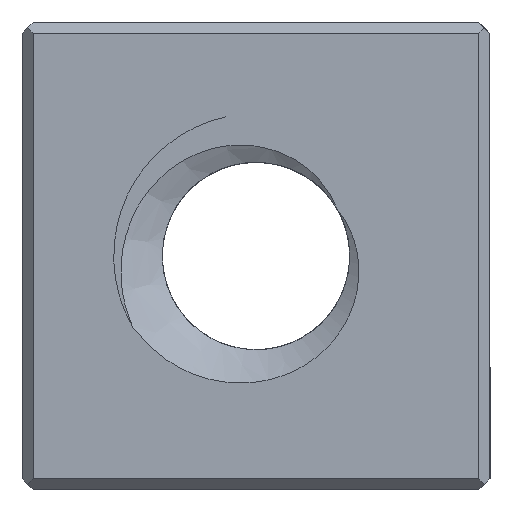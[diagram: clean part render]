
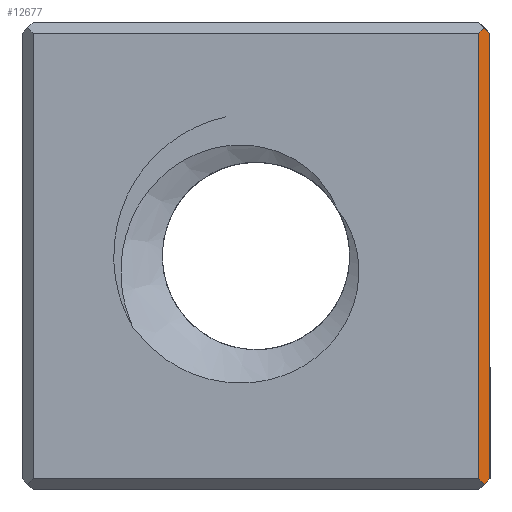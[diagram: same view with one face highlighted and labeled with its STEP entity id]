
A CAD part, left-side view. The second image highlights one B-rep face of the part: STEP entity #12677.
In plain terms, the highlighted planar face has unit normal (-0.707, -0.707, 0).
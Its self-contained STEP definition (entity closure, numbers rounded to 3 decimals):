
#12677 = ADVANCED_FACE('',(#12678),#12692,.T.);
#12678 = FACE_BOUND('',#12679,.T.);
#12679 = EDGE_LOOP('',(#12680,#12715,#12743,#12771,#12799,#12827));
#12680 = ORIENTED_EDGE('',*,*,#12681,.T.);
#12681 = EDGE_CURVE('',#12682,#12684,#12686,.T.);
#12682 = VERTEX_POINT('',#12683);
#12683 = CARTESIAN_POINT('',(0.15,0.15,0.15));
#12684 = VERTEX_POINT('',#12685);
#12685 = CARTESIAN_POINT('',(0.3,0.,0.3));
#12686 = SURFACE_CURVE('',#12687,(#12691,#12703),.PCURVE_S1.);
#12687 = LINE('',#12688,#12689);
#12688 = CARTESIAN_POINT('',(0.2,0.1,0.2));
#12689 = VECTOR('',#12690,1.);
#12690 = DIRECTION('',(0.577,-0.577,0.577));
#12691 = PCURVE('',#12692,#12697);
#12692 = PLANE('',#12693);
#12693 = AXIS2_PLACEMENT_3D('',#12694,#12695,#12696);
#12694 = CARTESIAN_POINT('',(0.3,0.,0.));
#12695 = DIRECTION('',(-0.707,-0.707,0.));
#12696 = DIRECTION('',(-0.707,0.707,0.));
#12697 = DEFINITIONAL_REPRESENTATION('',(#12698),#12702);
#12698 = LINE('',#12699,#12700);
#12699 = CARTESIAN_POINT('',(0.141,-0.2));
#12700 = VECTOR('',#12701,1.);
#12701 = DIRECTION('',(-0.816,-0.577));
#12702 = ( GEOMETRIC_REPRESENTATION_CONTEXT(2) 
PARAMETRIC_REPRESENTATION_CONTEXT() REPRESENTATION_CONTEXT('2D SPACE',''
  ) );
#12703 = PCURVE('',#12704,#12709);
#12704 = PLANE('',#12705);
#12705 = AXIS2_PLACEMENT_3D('',#12706,#12707,#12708);
#12706 = CARTESIAN_POINT('',(0.,0.,0.3)
  );
#12707 = DIRECTION('',(0.,0.707,0.707
    ));
#12708 = DIRECTION('',(0.,0.707,-0.707
    ));
#12709 = DEFINITIONAL_REPRESENTATION('',(#12710),#12714);
#12710 = LINE('',#12711,#12712);
#12711 = CARTESIAN_POINT('',(0.141,-0.2));
#12712 = VECTOR('',#12713,1.);
#12713 = DIRECTION('',(-0.816,-0.577));
#12714 = ( GEOMETRIC_REPRESENTATION_CONTEXT(2) 
PARAMETRIC_REPRESENTATION_CONTEXT() REPRESENTATION_CONTEXT('2D SPACE',''
  ) );
#12715 = ORIENTED_EDGE('',*,*,#12716,.T.);
#12716 = EDGE_CURVE('',#12684,#12717,#12719,.T.);
#12717 = VERTEX_POINT('',#12718);
#12718 = CARTESIAN_POINT('',(0.3,0.,12.2));
#12719 = SURFACE_CURVE('',#12720,(#12724,#12731),.PCURVE_S1.);
#12720 = LINE('',#12721,#12722);
#12721 = CARTESIAN_POINT('',(0.3,0.,0.));
#12722 = VECTOR('',#12723,1.);
#12723 = DIRECTION('',(0.,0.,1.));
#12724 = PCURVE('',#12692,#12725);
#12725 = DEFINITIONAL_REPRESENTATION('',(#12726),#12730);
#12726 = LINE('',#12727,#12728);
#12727 = CARTESIAN_POINT('',(0.,0.));
#12728 = VECTOR('',#12729,1.);
#12729 = DIRECTION('',(0.,-1.));
#12730 = ( GEOMETRIC_REPRESENTATION_CONTEXT(2) 
PARAMETRIC_REPRESENTATION_CONTEXT() REPRESENTATION_CONTEXT('2D SPACE',''
  ) );
#12731 = PCURVE('',#12732,#12737);
#12732 = PLANE('',#12733);
#12733 = AXIS2_PLACEMENT_3D('',#12734,#12735,#12736);
#12734 = CARTESIAN_POINT('',(0.,0.,0.));
#12735 = DIRECTION('',(0.,1.,0.));
#12736 = DIRECTION('',(1.,0.,0.));
#12737 = DEFINITIONAL_REPRESENTATION('',(#12738),#12742);
#12738 = LINE('',#12739,#12740);
#12739 = CARTESIAN_POINT('',(0.3,0.));
#12740 = VECTOR('',#12741,1.);
#12741 = DIRECTION('',(0.,-1.));
#12742 = ( GEOMETRIC_REPRESENTATION_CONTEXT(2) 
PARAMETRIC_REPRESENTATION_CONTEXT() REPRESENTATION_CONTEXT('2D SPACE',''
  ) );
#12743 = ORIENTED_EDGE('',*,*,#12744,.F.);
#12744 = EDGE_CURVE('',#12745,#12717,#12747,.T.);
#12745 = VERTEX_POINT('',#12746);
#12746 = CARTESIAN_POINT('',(0.15,0.15,12.35));
#12747 = SURFACE_CURVE('',#12748,(#12752,#12759),.PCURVE_S1.);
#12748 = LINE('',#12749,#12750);
#12749 = CARTESIAN_POINT('',(2.283,-1.983,
    10.217));
#12750 = VECTOR('',#12751,1.);
#12751 = DIRECTION('',(0.577,-0.577,-0.577));
#12752 = PCURVE('',#12692,#12753);
#12753 = DEFINITIONAL_REPRESENTATION('',(#12754),#12758);
#12754 = LINE('',#12755,#12756);
#12755 = CARTESIAN_POINT('',(-2.805,-10.217));
#12756 = VECTOR('',#12757,1.);
#12757 = DIRECTION('',(-0.816,0.577));
#12758 = ( GEOMETRIC_REPRESENTATION_CONTEXT(2) 
PARAMETRIC_REPRESENTATION_CONTEXT() REPRESENTATION_CONTEXT('2D SPACE',''
  ) );
#12759 = PCURVE('',#12760,#12765);
#12760 = PLANE('',#12761);
#12761 = AXIS2_PLACEMENT_3D('',#12762,#12763,#12764);
#12762 = CARTESIAN_POINT('',(0.,0.,12.2
    ));
#12763 = DIRECTION('',(0.,-0.707,
    0.707));
#12764 = DIRECTION('',(0.,0.707,0.707)
  );
#12765 = DEFINITIONAL_REPRESENTATION('',(#12766),#12770);
#12766 = LINE('',#12767,#12768);
#12767 = CARTESIAN_POINT('',(-2.805,-2.283));
#12768 = VECTOR('',#12769,1.);
#12769 = DIRECTION('',(-0.816,-0.577));
#12770 = ( GEOMETRIC_REPRESENTATION_CONTEXT(2) 
PARAMETRIC_REPRESENTATION_CONTEXT() REPRESENTATION_CONTEXT('2D SPACE',''
  ) );
#12771 = ORIENTED_EDGE('',*,*,#12772,.F.);
#12772 = EDGE_CURVE('',#12773,#12745,#12775,.T.);
#12773 = VERTEX_POINT('',#12774);
#12774 = CARTESIAN_POINT('',(0.,0.3,12.2));
#12775 = SURFACE_CURVE('',#12776,(#12780,#12787),.PCURVE_S1.);
#12776 = LINE('',#12777,#12778);
#12777 = CARTESIAN_POINT('',(-1.783,2.083,
    10.417));
#12778 = VECTOR('',#12779,1.);
#12779 = DIRECTION('',(0.577,-0.577,0.577));
#12780 = PCURVE('',#12692,#12781);
#12781 = DEFINITIONAL_REPRESENTATION('',(#12782),#12786);
#12782 = LINE('',#12783,#12784);
#12783 = CARTESIAN_POINT('',(2.946,-10.417));
#12784 = VECTOR('',#12785,1.);
#12785 = DIRECTION('',(-0.816,-0.577));
#12786 = ( GEOMETRIC_REPRESENTATION_CONTEXT(2) 
PARAMETRIC_REPRESENTATION_CONTEXT() REPRESENTATION_CONTEXT('2D SPACE',''
  ) );
#12787 = PCURVE('',#12788,#12793);
#12788 = PLANE('',#12789);
#12789 = AXIS2_PLACEMENT_3D('',#12790,#12791,#12792);
#12790 = CARTESIAN_POINT('',(0.3,0.,12.5));
#12791 = DIRECTION('',(-0.707,0.,
    0.707));
#12792 = DIRECTION('',(-0.707,0.,
    -0.707));
#12793 = DEFINITIONAL_REPRESENTATION('',(#12794),#12798);
#12794 = LINE('',#12795,#12796);
#12795 = CARTESIAN_POINT('',(2.946,-2.083));
#12796 = VECTOR('',#12797,1.);
#12797 = DIRECTION('',(-0.816,0.577));
#12798 = ( GEOMETRIC_REPRESENTATION_CONTEXT(2) 
PARAMETRIC_REPRESENTATION_CONTEXT() REPRESENTATION_CONTEXT('2D SPACE',''
  ) );
#12799 = ORIENTED_EDGE('',*,*,#12800,.F.);
#12800 = EDGE_CURVE('',#12801,#12773,#12803,.T.);
#12801 = VERTEX_POINT('',#12802);
#12802 = CARTESIAN_POINT('',(0.,0.3,0.3));
#12803 = SURFACE_CURVE('',#12804,(#12808,#12815),.PCURVE_S1.);
#12804 = LINE('',#12805,#12806);
#12805 = CARTESIAN_POINT('',(0.,0.3,0.));
#12806 = VECTOR('',#12807,1.);
#12807 = DIRECTION('',(0.,0.,1.));
#12808 = PCURVE('',#12692,#12809);
#12809 = DEFINITIONAL_REPRESENTATION('',(#12810),#12814);
#12810 = LINE('',#12811,#12812);
#12811 = CARTESIAN_POINT('',(0.424,0.));
#12812 = VECTOR('',#12813,1.);
#12813 = DIRECTION('',(0.,-1.));
#12814 = ( GEOMETRIC_REPRESENTATION_CONTEXT(2) 
PARAMETRIC_REPRESENTATION_CONTEXT() REPRESENTATION_CONTEXT('2D SPACE',''
  ) );
#12815 = PCURVE('',#12816,#12821);
#12816 = PLANE('',#12817);
#12817 = AXIS2_PLACEMENT_3D('',#12818,#12819,#12820);
#12818 = CARTESIAN_POINT('',(0.,12.5,0.));
#12819 = DIRECTION('',(1.,0.,0.));
#12820 = DIRECTION('',(0.,-1.,0.));
#12821 = DEFINITIONAL_REPRESENTATION('',(#12822),#12826);
#12822 = LINE('',#12823,#12824);
#12823 = CARTESIAN_POINT('',(12.2,0.));
#12824 = VECTOR('',#12825,1.);
#12825 = DIRECTION('',(0.,-1.));
#12826 = ( GEOMETRIC_REPRESENTATION_CONTEXT(2) 
PARAMETRIC_REPRESENTATION_CONTEXT() REPRESENTATION_CONTEXT('2D SPACE',''
  ) );
#12827 = ORIENTED_EDGE('',*,*,#12828,.F.);
#12828 = EDGE_CURVE('',#12682,#12801,#12829,.T.);
#12829 = SURFACE_CURVE('',#12830,(#12834,#12841),.PCURVE_S1.);
#12830 = LINE('',#12831,#12832);
#12831 = CARTESIAN_POINT('',(0.2,0.1,0.1));
#12832 = VECTOR('',#12833,1.);
#12833 = DIRECTION('',(-0.577,0.577,0.577));
#12834 = PCURVE('',#12692,#12835);
#12835 = DEFINITIONAL_REPRESENTATION('',(#12836),#12840);
#12836 = LINE('',#12837,#12838);
#12837 = CARTESIAN_POINT('',(0.141,-0.1));
#12838 = VECTOR('',#12839,1.);
#12839 = DIRECTION('',(0.816,-0.577));
#12840 = ( GEOMETRIC_REPRESENTATION_CONTEXT(2) 
PARAMETRIC_REPRESENTATION_CONTEXT() REPRESENTATION_CONTEXT('2D SPACE',''
  ) );
#12841 = PCURVE('',#12842,#12847);
#12842 = PLANE('',#12843);
#12843 = AXIS2_PLACEMENT_3D('',#12844,#12845,#12846);
#12844 = CARTESIAN_POINT('',(0.,0.,0.3));
#12845 = DIRECTION('',(-0.707,0.,
    -0.707));
#12846 = DIRECTION('',(0.707,0.,-0.707
    ));
#12847 = DEFINITIONAL_REPRESENTATION('',(#12848),#12852);
#12848 = LINE('',#12849,#12850);
#12849 = CARTESIAN_POINT('',(0.283,-0.1));
#12850 = VECTOR('',#12851,1.);
#12851 = DIRECTION('',(-0.816,-0.577));
#12852 = ( GEOMETRIC_REPRESENTATION_CONTEXT(2) 
PARAMETRIC_REPRESENTATION_CONTEXT() REPRESENTATION_CONTEXT('2D SPACE',''
  ) );
